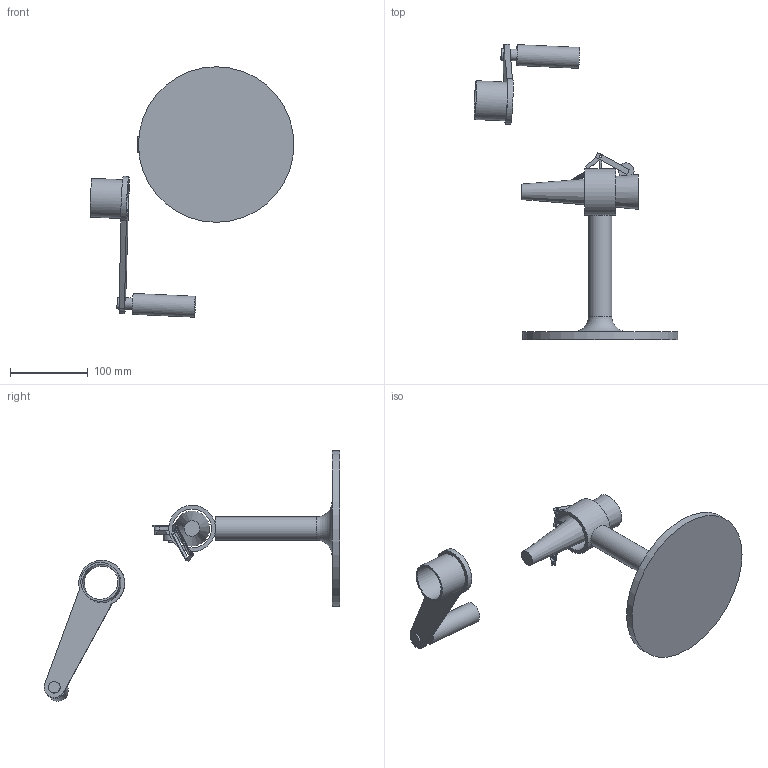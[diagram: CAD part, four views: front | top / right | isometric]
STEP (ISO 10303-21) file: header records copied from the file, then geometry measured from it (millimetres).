
FILE_DESCRIPTION(/* description */ (''),/* implementation_level */ '2;1');
FILE_NAME(/* name */ 'Assembly1.stp',/* time_stamp */ '2022-02-22T14:04:51+01:00',/* author */ ('Nathann'),/* organization */ (''),/* preprocessor_version */ 'ST-DEVELOPER v16.13',/* originating_system */ 'Autodesk Inventor 2018',/* authorisation */ '');
FILE_SCHEMA (('AUTOMOTIVE_DESIGN { 1 0 10303 214 3 1 1 }'));
Length unit declared in the file: millimetre
Products named in the file (9): Assembly1; Feet; Manivelle; Handle; Carrote; Carrot_Peeler_Blade; CarrotRoller; SpringLoadedRollerHolder; BladeHolderSpringLoaded
Assembly tree (8 placements, depth 2):
  Assembly1
    Feet
    Manivelle
    Handle
    Carrote
    Carrot_Peeler_Blade
    CarrotRoller
    SpringLoadedRollerHolder
    BladeHolderSpringLoaded
Bounding box: 262.28 x 380.22 x 322.02 mm (x, y, z)
Volume: 703750.7 mm3; surface area: 157028.5 mm2
Topology: 11 solids, 11 shells, 130 faces, 294 edges, 189 vertices
Faces by surface type: plane 80, cylinder 40, torus 7, sphere 2, cone 1
Full cylindrical faces by diameter (mm): 2 x2, 3 x3, 4 x1, 5 x1, 14.904 x2, 20 x1, 26.932 x1, 30 x1, 45 x1, 50 x2, 60 x1, 200 x1
Entity records: 3955 total; most frequent: DIRECTION 670, CARTESIAN_POINT 628, ORIENTED_EDGE 550, EDGE_CURVE 273, AXIS2_PLACEMENT_3D 254, VERTEX_POINT 188, EDGE_LOOP 175, LINE 162
